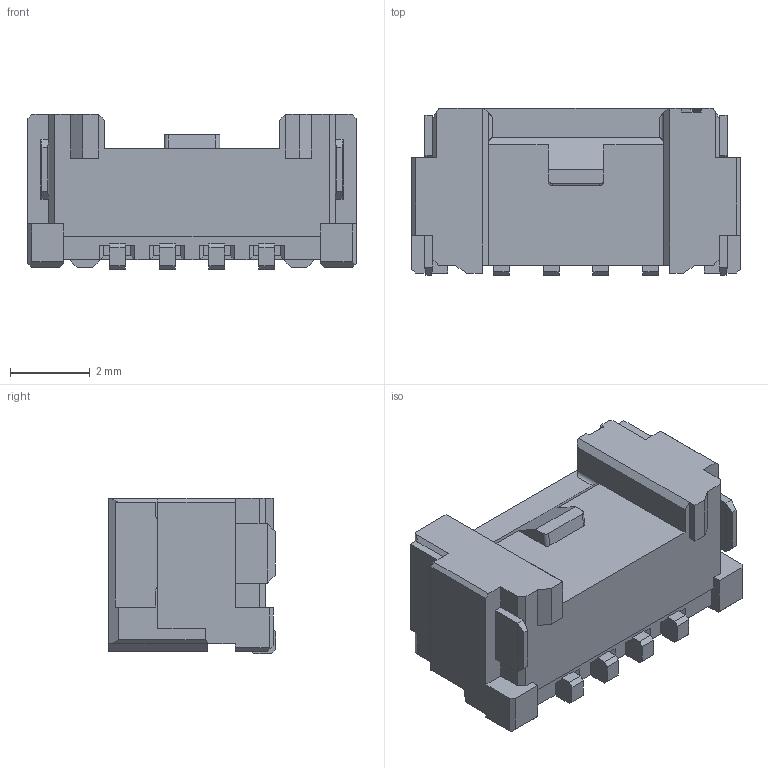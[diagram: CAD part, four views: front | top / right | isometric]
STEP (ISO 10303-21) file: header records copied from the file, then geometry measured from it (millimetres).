
FILE_DESCRIPTION( ( 'STEP AP203' ), '1' );
FILE_NAME( '5055680471.stp', '2020-09-22T04:37:51', ( 'License CC BY-ND 4.0' ), ( 'CADENAS' ), ' ', 'PARTsolutions', ' ' );
FILE_SCHEMA( ( 'CONFIG_CONTROL_DESIGN' ) );
Length unit declared in the file: millimetre
Products named in the file (2): 5055680471; 1
Assembly tree (1 placements, depth 2):
  5055680471
    1
Bounding box: 8.25 x 4.2 x 3.9 mm (x, y, z)
Volume: 67.6 mm3; surface area: 237.1 mm2
Topology: 1 solids, 1 shells, 325 faces, 917 edges, 594 vertices
Faces by surface type: plane 290, cylinder 31, cone 4
Entity records: 10405 total; most frequent: CARTESIAN_POINT 1917, ORIENTED_EDGE 1834, DIRECTION 1615, EDGE_CURVE 917, LINE 849, VECTOR 849, VERTEX_POINT 594, AXIS2_PLACEMENT_3D 383
